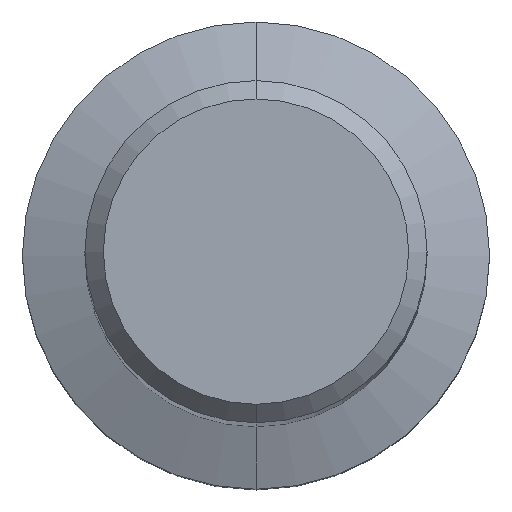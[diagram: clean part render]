
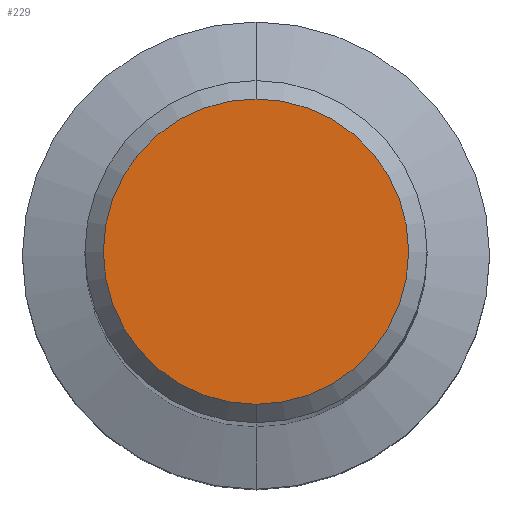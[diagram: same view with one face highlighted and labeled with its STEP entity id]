
A CAD part, top view. The second image highlights one B-rep face of the part: STEP entity #229.
In plain terms, the highlighted planar face has unit normal (0, 0, 1).
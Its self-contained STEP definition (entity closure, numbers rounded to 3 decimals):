
#149=VERTEX_POINT('',#353);
#181=VERTEX_POINT('',#390);
#229=ADVANCED_FACE('',(#442),#443,.T.);
#279=EDGE_CURVE('',#181,#149,#499,.T.);
#297=EDGE_CURVE('',#149,#181,#519,.T.);
#353=CARTESIAN_POINT('',(0.,-4.15,0.0));
#390=CARTESIAN_POINT('',(0.0,4.15,0.0));
#442=FACE_OUTER_BOUND('',#692,.T.);
#443=PLANE('',#693);
#499=CIRCLE('',#764,4.15);
#519=CIRCLE('',#792,4.15);
#692=EDGE_LOOP('',(#958,#959));
#693=AXIS2_PLACEMENT_3D('',#960,#961,#962);
#764=AXIS2_PLACEMENT_3D('',#1022,#1023,#1024);
#792=AXIS2_PLACEMENT_3D('',#1052,#1053,#1054);
#958=ORIENTED_EDGE('',*,*,#279,.F.);
#959=ORIENTED_EDGE('',*,*,#297,.F.);
#960=CARTESIAN_POINT('',(0.0,2.075,0.0));
#961=DIRECTION('',(-0.0,0.0,1.0));
#962=DIRECTION('',(0.0,-1.0,0.0));
#1022=CARTESIAN_POINT('',(0.0,0.0,0.0));
#1023=DIRECTION('',(0.0,0.0,-1.0));
#1024=DIRECTION('',(0.0,1.0,0.0));
#1052=CARTESIAN_POINT('',(0.0,0.0,0.0));
#1053=DIRECTION('',(0.0,0.0,-1.0));
#1054=DIRECTION('',(0.0,1.0,0.0));
